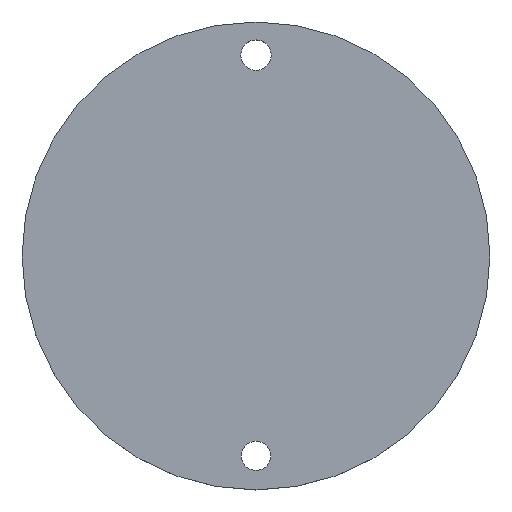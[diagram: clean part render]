
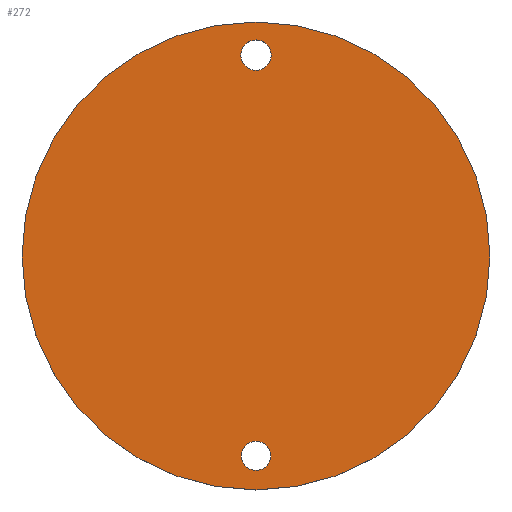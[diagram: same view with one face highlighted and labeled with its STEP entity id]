
A CAD part, top view. The second image highlights one B-rep face of the part: STEP entity #272.
In plain terms, the highlighted planar face has unit normal (0, 0, 1).
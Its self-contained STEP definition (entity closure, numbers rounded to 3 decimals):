
#3 = EDGE_CURVE ( 'NONE', #32, #29, #116, .T. ) ;
#15 = CARTESIAN_POINT ( 'NONE',  ( 32.471, 38.374, 3. ) ) ;
#18 = CIRCLE ( 'NONE', #288, 1.561 ) ;
#22 = DIRECTION ( 'NONE',  ( 0., 0., 1. ) ) ;
#24 = EDGE_CURVE ( 'NONE', #29, #32, #225, .T. ) ;
#29 = VERTEX_POINT ( 'NONE', #202 ) ;
#32 = VERTEX_POINT ( 'NONE', #245 ) ;
#44 = DIRECTION ( 'NONE',  ( 1., 0., 0. ) ) ;
#45 = DIRECTION ( 'NONE',  ( 1., 0., 0. ) ) ;
#58 = VERTEX_POINT ( 'NONE', #203 ) ;
#68 = CARTESIAN_POINT ( 'NONE',  ( 32.471, 38.374, 3. ) ) ;
#70 = EDGE_LOOP ( 'NONE', ( #321, #133 ) ) ;
#74 = CARTESIAN_POINT ( 'NONE',  ( 32.471, 38.374, 3. ) ) ;
#80 = EDGE_CURVE ( 'NONE', #181, #58, #18, .T. ) ;
#89 = AXIS2_PLACEMENT_3D ( 'NONE', #74, #322, #45 ) ;
#90 = AXIS2_PLACEMENT_3D ( 'NONE', #156, #22, #248 ) ;
#95 = DIRECTION ( 'NONE',  ( 1., 0., 0. ) ) ;
#99 = DIRECTION ( 'NONE',  ( 0., 0., 1. ) ) ;
#103 = DIRECTION ( 'NONE',  ( 0., 0., 1. ) ) ;
#106 = DIRECTION ( 'NONE',  ( 0., 0., 1. ) ) ;
#116 = CIRCLE ( 'NONE', #236, 25. ) ;
#122 = EDGE_LOOP ( 'NONE', ( #209, #158 ) ) ;
#128 = CARTESIAN_POINT ( 'NONE',  ( 30.851, 59.835, 3. ) ) ;
#133 = ORIENTED_EDGE ( 'NONE', *, *, #24, .T. ) ;
#137 = AXIS2_PLACEMENT_3D ( 'NONE', #228, #103, #297 ) ;
#151 = EDGE_LOOP ( 'NONE', ( #176, #287 ) ) ;
#155 = CARTESIAN_POINT ( 'NONE',  ( 34.091, 59.835, 3. ) ) ;
#156 = CARTESIAN_POINT ( 'NONE',  ( 32.471, 17.019, 3. ) ) ;
#158 = ORIENTED_EDGE ( 'NONE', *, *, #259, .F. ) ;
#162 = EDGE_CURVE ( 'NONE', #208, #222, #318, .T. ) ;
#170 = FACE_BOUND ( 'NONE', #151, .T. ) ;
#176 = ORIENTED_EDGE ( 'NONE', *, *, #296, .F. ) ;
#179 = DIRECTION ( 'NONE',  ( 1., 0., 0. ) ) ;
#181 = VERTEX_POINT ( 'NONE', #275 ) ;
#202 = CARTESIAN_POINT ( 'NONE',  ( 57.471, 38.374, 3. ) ) ;
#203 = CARTESIAN_POINT ( 'NONE',  ( 34.032, 17.019, 3. ) ) ;
#204 = DIRECTION ( 'NONE',  ( 0., 0., 1. ) ) ;
#206 = DIRECTION ( 'NONE',  ( 0., 0., 1. ) ) ;
#208 = VERTEX_POINT ( 'NONE', #155 ) ;
#209 = ORIENTED_EDGE ( 'NONE', *, *, #80, .F. ) ;
#210 = CARTESIAN_POINT ( 'NONE',  ( 32.471, 59.835, 3. ) ) ;
#212 = CIRCLE ( 'NONE', #90, 1.561 ) ;
#222 = VERTEX_POINT ( 'NONE', #128 ) ;
#225 = CIRCLE ( 'NONE', #247, 25. ) ;
#228 = CARTESIAN_POINT ( 'NONE',  ( 32.471, 59.835, 3. ) ) ;
#231 = PLANE ( 'NONE',  #89 ) ;
#233 = FACE_OUTER_BOUND ( 'NONE', #70, .T. ) ;
#236 = AXIS2_PLACEMENT_3D ( 'NONE', #68, #99, #95 ) ;
#245 = CARTESIAN_POINT ( 'NONE',  ( 7.471, 38.374, 3. ) ) ;
#247 = AXIS2_PLACEMENT_3D ( 'NONE', #15, #206, #291 ) ;
#248 = DIRECTION ( 'NONE',  ( 1., 0., 0. ) ) ;
#259 = EDGE_CURVE ( 'NONE', #58, #181, #212, .T. ) ;
#263 = AXIS2_PLACEMENT_3D ( 'NONE', #210, #106, #179 ) ;
#268 = CARTESIAN_POINT ( 'NONE',  ( 32.471, 17.019, 3. ) ) ;
#269 = FACE_BOUND ( 'NONE', #122, .T. ) ;
#272 = ADVANCED_FACE ( 'NONE', ( #269, #233, #170 ), #231, .T. ) ;
#275 = CARTESIAN_POINT ( 'NONE',  ( 30.909, 17.019, 3. ) ) ;
#286 = CIRCLE ( 'NONE', #137, 1.62 ) ;
#287 = ORIENTED_EDGE ( 'NONE', *, *, #162, .F. ) ;
#288 = AXIS2_PLACEMENT_3D ( 'NONE', #268, #204, #44 ) ;
#291 = DIRECTION ( 'NONE',  ( 1., 0., 0. ) ) ;
#296 = EDGE_CURVE ( 'NONE', #222, #208, #286, .T. ) ;
#297 = DIRECTION ( 'NONE',  ( 1., 0., 0. ) ) ;
#318 = CIRCLE ( 'NONE', #263, 1.62 ) ;
#321 = ORIENTED_EDGE ( 'NONE', *, *, #3, .T. ) ;
#322 = DIRECTION ( 'NONE',  ( 0., 0., 1. ) ) ;
